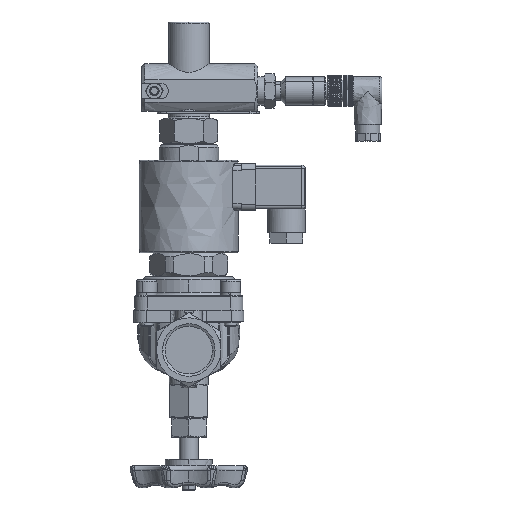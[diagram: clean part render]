
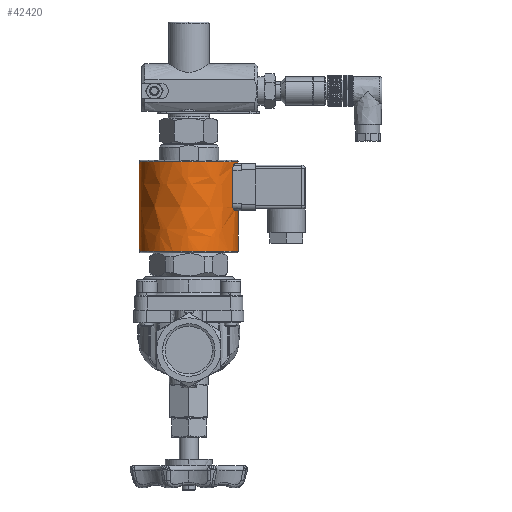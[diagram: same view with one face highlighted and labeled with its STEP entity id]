
A CAD part, front view. The second image highlights one B-rep face of the part: STEP entity #42420.
In plain terms, the highlighted free-form (B-spline) face has degree [2, 1] with [5, 2] control points.
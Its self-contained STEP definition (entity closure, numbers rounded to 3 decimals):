
#41705 = CARTESIAN_POINT ('', (28.373, -13.682, 117.032));
#41706 = VERTEX_POINT ('', #41705);
#41712 = CARTESIAN_POINT ('', (28., -14.431, 116.04));
#41713 = VERTEX_POINT ('', #41712);
#41714 = CARTESIAN_POINT ('', (28., -14.431, 116.04));
#41715 = CARTESIAN_POINT ('', (28.101, -14.235, 116.392));
#41716 = CARTESIAN_POINT ('', (28.222, -13.995, 116.709));
#41717 = CARTESIAN_POINT ('', (28.356, -13.718, 116.996));
#41718 = CARTESIAN_POINT ('', (28.365, -13.7, 117.014));
#41719 = CARTESIAN_POINT ('', (28.373, -13.682, 117.032));
#41720 = B_SPLINE_CURVE_WITH_KNOTS ('', 3, (#41714, #41715, #41716, #41717, #41718, #41719), .UNSPECIFIED., .F., .U., (4, 2, 4), (0.222, 0.34, 0.348), .UNSPECIFIED.);
#41721 = EDGE_CURVE ('', #41713, #41706, #41720, .T.);
#41755 = CARTESIAN_POINT ('', (28., -14.431, 90.66));
#41756 = VERTEX_POINT ('', #41755);
#41757 = CARTESIAN_POINT ('', (28., -14.431, 90.66));
#41758 = CARTESIAN_POINT ('', (28., -14.431, 116.04));
#41759 = B_SPLINE_CURVE_WITH_KNOTS ('', 1, (#41757, #41758), .UNSPECIFIED., .F., .U., (2, 2), (0., 1.), .UNSPECIFIED.);
#41760 = EDGE_CURVE ('', #41756, #41713, #41759, .T.);
#41785 = CARTESIAN_POINT ('', (28.373, -13.682, 89.668));
#41786 = VERTEX_POINT ('', #41785);
#41792 = CARTESIAN_POINT ('', (29.698, -10.5, 88.35));
#41793 = VERTEX_POINT ('', #41792);
#41794 = CARTESIAN_POINT ('', (29.698, -10.5, 88.35));
#41795 = CARTESIAN_POINT ('', (29.493, -11.08, 88.35));
#41796 = CARTESIAN_POINT ('', (29.255, -11.694, 88.468));
#41797 = CARTESIAN_POINT ('', (28.791, -12.794, 88.935));
#41798 = CARTESIAN_POINT ('', (28.565, -13.285, 89.272));
#41799 = CARTESIAN_POINT ('', (28.373, -13.682, 89.668));
#41800 = B_SPLINE_CURVE_WITH_KNOTS ('', 3, (#41794, #41795, #41796, #41797, #41798, #41799), .UNSPECIFIED., .F., .U., (4, 2, 4), (2.093, 2.278, 2.454), .UNSPECIFIED.);
#41801 = EDGE_CURVE ('', #41793, #41786, #41800, .T.);
#42135 = CARTESIAN_POINT ('', (31.5, 0., 88.35));
#42136 = VERTEX_POINT ('', #42135);
#42137 = CARTESIAN_POINT ('', (31.5, 0., 88.35));
#42138 = CARTESIAN_POINT ('', (31.5, -5.405, 88.35));
#42139 = CARTESIAN_POINT ('', (29.698, -10.5, 88.35));
#42140 = (
   BOUNDED_CURVE ()
   B_SPLINE_CURVE (2, (#42137, #42138, #42139), .UNSPECIFIED., .F., .U.)
   B_SPLINE_CURVE_WITH_KNOTS ((3, 3), (360., 379.471), .UNSPECIFIED.)
   CURVE ()
   GEOMETRIC_REPRESENTATION_ITEM ()
   RATIONAL_B_SPLINE_CURVE ((0.971, 0.971, 1.))
   REPRESENTATION_ITEM ('')
);
#42141 = EDGE_CURVE ('', #42136, #41793, #42140, .T.);
#42242 = CARTESIAN_POINT ('', (31.5, 0., 118.35));
#42243 = VERTEX_POINT ('', #42242);
#42250 = CARTESIAN_POINT ('', (29.698, -10.5, 118.35));
#42251 = VERTEX_POINT ('', #42250);
#42252 = CARTESIAN_POINT ('', (29.698, -10.5, 118.35));
#42253 = CARTESIAN_POINT ('', (31.5, -5.405, 118.35));
#42254 = CARTESIAN_POINT ('', (31.5, 0., 118.35));
#42255 = (
   BOUNDED_CURVE ()
   B_SPLINE_CURVE (2, (#42252, #42253, #42254), .UNSPECIFIED., .F., .U.)
   B_SPLINE_CURVE_WITH_KNOTS ((3, 3), (340.529, 360.), .UNSPECIFIED.)
   CURVE ()
   GEOMETRIC_REPRESENTATION_ITEM ()
   RATIONAL_B_SPLINE_CURVE ((1., 0.971, 0.971))
   REPRESENTATION_ITEM ('')
);
#42256 = EDGE_CURVE ('', #42251, #42243, #42255, .T.);
#42333 = CARTESIAN_POINT ('', (31.5, 0., 119.35));
#42334 = VERTEX_POINT ('', #42333);
#42335 = CARTESIAN_POINT ('', (31.5, 0., 118.35));
#42336 = CARTESIAN_POINT ('', (31.5, 0., 119.35));
#42337 = B_SPLINE_CURVE_WITH_KNOTS ('', 1, (#42335, #42336), .UNSPECIFIED., .F., .U., (2, 2), (0.902, 0.917), .UNSPECIFIED.);
#42338 = EDGE_CURVE ('', #42243, #42334, #42337, .T.);
#42339 = ORIENTED_EDGE ('', *, *, #42338, .T.);
#42340 = CARTESIAN_POINT ('', (0., -31.5, 119.35));
#42341 = VERTEX_POINT ('', #42340);
#42342 = CARTESIAN_POINT ('', (31.5, 0., 119.35));
#42343 = CARTESIAN_POINT ('', (31.5, -31.5, 119.35));
#42344 = CARTESIAN_POINT ('', (0., -31.5, 119.35));
#42345 = (
   BOUNDED_CURVE ()
   B_SPLINE_CURVE (2, (#42342, #42343, #42344), .UNSPECIFIED., .F., .U.)
   B_SPLINE_CURVE_WITH_KNOTS ((3, 3), (360., 450.), .UNSPECIFIED.)
   CURVE ()
   GEOMETRIC_REPRESENTATION_ITEM ()
   RATIONAL_B_SPLINE_CURVE ((1., 0.707, 1.))
   REPRESENTATION_ITEM ('')
);
#42346 = EDGE_CURVE ('', #42334, #42341, #42345, .T.);
#42347 = ORIENTED_EDGE ('', *, *, #42346, .T.);
#42348 = CARTESIAN_POINT ('', (-31.5, 0., 119.35));
#42349 = VERTEX_POINT ('', #42348);
#42350 = CARTESIAN_POINT ('', (0., -31.5, 119.35));
#42351 = CARTESIAN_POINT ('', (-31.5, -31.5, 119.35));
#42352 = CARTESIAN_POINT ('', (-31.5, 0., 119.35));
#42353 = (
   BOUNDED_CURVE ()
   B_SPLINE_CURVE (2, (#42350, #42351, #42352), .UNSPECIFIED., .F., .U.)
   B_SPLINE_CURVE_WITH_KNOTS ((3, 3), (90., 180.), .UNSPECIFIED.)
   CURVE ()
   GEOMETRIC_REPRESENTATION_ITEM ()
   RATIONAL_B_SPLINE_CURVE ((1., 0.707, 1.))
   REPRESENTATION_ITEM ('')
);
#42354 = EDGE_CURVE ('', #42341, #42349, #42353, .T.);
#42355 = ORIENTED_EDGE ('', *, *, #42354, .T.);
#42356 = CARTESIAN_POINT ('', (-31.5, 0., 62.35));
#42357 = VERTEX_POINT ('', #42356);
#42358 = CARTESIAN_POINT ('', (-31.5, 0., 62.35));
#42359 = CARTESIAN_POINT ('', (-31.5, 0., 119.35));
#42360 = B_SPLINE_CURVE_WITH_KNOTS ('', 1, (#42358, #42359), .UNSPECIFIED., .F., .U., (2, 2), (0., 1.), .UNSPECIFIED.);
#42361 = EDGE_CURVE ('', #42357, #42349, #42360, .T.);
#42362 = ORIENTED_EDGE ('', *, *, #42361, .F.);
#42363 = CARTESIAN_POINT ('', (0., -31.5, 62.35));
#42364 = VERTEX_POINT ('', #42363);
#42365 = CARTESIAN_POINT ('', (0., -31.5, 62.35));
#42366 = CARTESIAN_POINT ('', (-31.5, -31.5, 62.35));
#42367 = CARTESIAN_POINT ('', (-31.5, 0., 62.35));
#42368 = (
   BOUNDED_CURVE ()
   B_SPLINE_CURVE (2, (#42365, #42366, #42367), .UNSPECIFIED., .F., .U.)
   B_SPLINE_CURVE_WITH_KNOTS ((3, 3), (90., 180.), .UNSPECIFIED.)
   CURVE ()
   GEOMETRIC_REPRESENTATION_ITEM ()
   RATIONAL_B_SPLINE_CURVE ((1., 0.707, 1.))
   REPRESENTATION_ITEM ('')
);
#42369 = EDGE_CURVE ('', #42364, #42357, #42368, .T.);
#42370 = ORIENTED_EDGE ('', *, *, #42369, .F.);
#42371 = CARTESIAN_POINT ('', (31.5, 0., 62.35));
#42372 = VERTEX_POINT ('', #42371);
#42373 = CARTESIAN_POINT ('', (31.5, 0., 62.35));
#42374 = CARTESIAN_POINT ('', (31.5, -31.5, 62.35));
#42375 = CARTESIAN_POINT ('', (0., -31.5, 62.35));
#42376 = (
   BOUNDED_CURVE ()
   B_SPLINE_CURVE (2, (#42373, #42374, #42375), .UNSPECIFIED., .F., .U.)
   B_SPLINE_CURVE_WITH_KNOTS ((3, 3), (360., 450.), .UNSPECIFIED.)
   CURVE ()
   GEOMETRIC_REPRESENTATION_ITEM ()
   RATIONAL_B_SPLINE_CURVE ((1., 0.707, 1.))
   REPRESENTATION_ITEM ('')
);
#42377 = EDGE_CURVE ('', #42372, #42364, #42376, .T.);
#42378 = ORIENTED_EDGE ('', *, *, #42377, .F.);
#42379 = CARTESIAN_POINT ('', (31.5, 0., 62.35));
#42380 = CARTESIAN_POINT ('', (31.5, 0., 88.35));
#42381 = B_SPLINE_CURVE_WITH_KNOTS ('', 1, (#42379, #42380), .UNSPECIFIED., .F., .U., (2, 2), (0.083, 0.463), .UNSPECIFIED.);
#42382 = EDGE_CURVE ('', #42372, #42136, #42381, .T.);
#42383 = ORIENTED_EDGE ('', *, *, #42382, .T.);
#42384 = ORIENTED_EDGE ('', *, *, #42141, .T.);
#42385 = ORIENTED_EDGE ('', *, *, #41801, .T.);
#42386 = CARTESIAN_POINT ('', (28.373, -13.682, 89.668));
#42387 = CARTESIAN_POINT ('', (28.365, -13.7, 89.686));
#42388 = CARTESIAN_POINT ('', (28.356, -13.718, 89.704));
#42389 = CARTESIAN_POINT ('', (28.222, -13.995, 89.991));
#42390 = CARTESIAN_POINT ('', (28.101, -14.235, 90.308));
#42391 = CARTESIAN_POINT ('', (28., -14.431, 90.66));
#42392 = B_SPLINE_CURVE_WITH_KNOTS ('', 3, (#42386, #42387, #42388, #42389, #42390, #42391), .UNSPECIFIED., .F., .U., (4, 2, 4), (2.454, 2.462, 2.58), .UNSPECIFIED.);
#42393 = EDGE_CURVE ('', #41786, #41756, #42392, .T.);
#42394 = ORIENTED_EDGE ('', *, *, #42393, .T.);
#42395 = ORIENTED_EDGE ('', *, *, #41760, .T.);
#42396 = ORIENTED_EDGE ('', *, *, #41721, .T.);
#42397 = CARTESIAN_POINT ('', (28.373, -13.682, 117.032));
#42398 = CARTESIAN_POINT ('', (28.565, -13.285, 117.428));
#42399 = CARTESIAN_POINT ('', (28.791, -12.794, 117.765));
#42400 = CARTESIAN_POINT ('', (29.255, -11.694, 118.232));
#42401 = CARTESIAN_POINT ('', (29.493, -11.08, 118.35));
#42402 = CARTESIAN_POINT ('', (29.698, -10.5, 118.35));
#42403 = B_SPLINE_CURVE_WITH_KNOTS ('', 3, (#42397, #42398, #42399, #42400, #42401, #42402), .UNSPECIFIED., .F., .U., (4, 2, 4), (0.348, 0.524, 0.709), .UNSPECIFIED.);
#42404 = EDGE_CURVE ('', #41706, #42251, #42403, .T.);
#42405 = ORIENTED_EDGE ('', *, *, #42404, .T.);
#42406 = ORIENTED_EDGE ('', *, *, #42256, .T.);
#42407 = EDGE_LOOP ('', (#42339, #42347, #42355, #42362, #42370, #42378, #42383, #42384, #42385, #42394, #42395, #42396, #42405, #42406));
#42408 = FACE_OUTER_BOUND ('', #42407, .T.);
#42409 = CARTESIAN_POINT ('', (31.5, 0., 119.35));
#42410 = CARTESIAN_POINT ('', (31.5, 0., 62.35));
#42411 = CARTESIAN_POINT ('', (31.5, -31.5, 119.35));
#42412 = CARTESIAN_POINT ('', (31.5, -31.5, 62.35));
#42413 = CARTESIAN_POINT ('', (0., -31.5, 119.35));
#42414 = CARTESIAN_POINT ('', (0., -31.5, 62.35));
#42415 = CARTESIAN_POINT ('', (-31.5, -31.5, 119.35));
#42416 = CARTESIAN_POINT ('', (-31.5, -31.5, 62.35));
#42417 = CARTESIAN_POINT ('', (-31.5, 0., 119.35));
#42418 = CARTESIAN_POINT ('', (-31.5, 0., 62.35));
#42419 = (
   BOUNDED_SURFACE ()
   B_SPLINE_SURFACE (2, 1, ((#42409, #42410), (#42411, #42412), (#42413, #42414), (#42415, #42416), (#42417, #42418)), .UNSPECIFIED., .F., .F., .U.)
   B_SPLINE_SURFACE_WITH_KNOTS ((3, 2, 3), (2, 2), (0., 0.25, 0.5), (0.083, 0.917), .UNSPECIFIED.)
   GEOMETRIC_REPRESENTATION_ITEM ()
   RATIONAL_B_SPLINE_SURFACE (((1., 1.), (0.707, 0.707), (1., 1.), (0.707, 0.707), (1., 1.)))
   REPRESENTATION_ITEM ('')
   SURFACE ()
);
#42420 = ADVANCED_FACE ('', (#42408), #42419, .T.);
